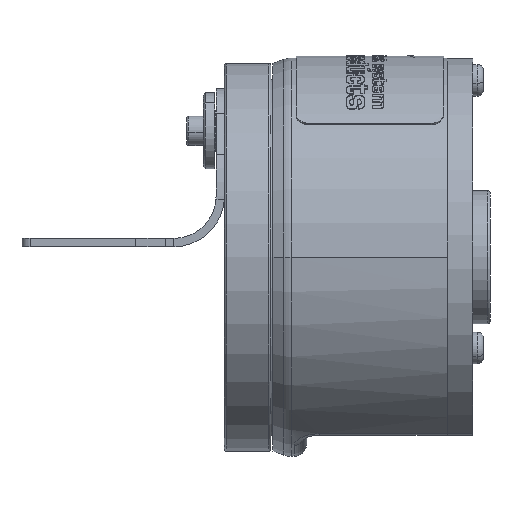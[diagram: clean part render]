
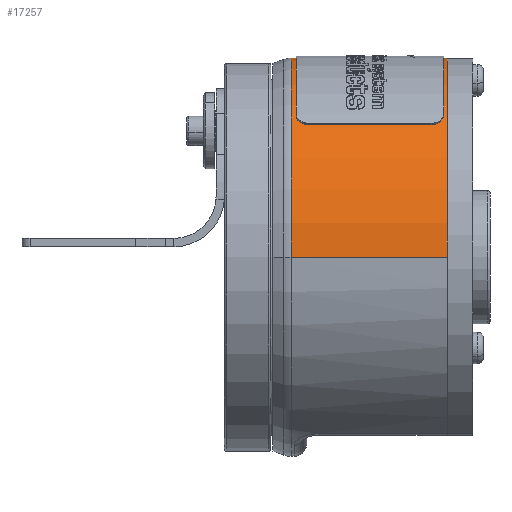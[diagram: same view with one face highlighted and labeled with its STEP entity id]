
A CAD part, left-side view. The second image highlights one B-rep face of the part: STEP entity #17257.
In plain terms, the highlighted cylindrical face has radius 47.25 mm (diameter 94.5 mm), a partial arc.
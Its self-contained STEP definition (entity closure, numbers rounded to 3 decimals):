
#821 = CYLINDRICAL_SURFACE ( 'NONE', #26478, 47.25 ) ;
#1463 = CIRCLE ( 'NONE', #5156, 47.25 ) ;
#1644 = ORIENTED_EDGE ( 'NONE', *, *, #19164, .F. ) ;
#1692 = VECTOR ( 'NONE', #7915, 1000. ) ;
#3344 = DIRECTION ( 'NONE',  ( 0., -1., 0. ) ) ;
#4770 = DIRECTION ( 'NONE',  ( 0., -1., 0. ) ) ;
#5156 = AXIS2_PLACEMENT_3D ( 'NONE', #7841, #24514, #10204 ) ;
#6887 = CARTESIAN_POINT ( 'NONE',  ( -47.25, 47.184, 0. ) ) ;
#7841 = CARTESIAN_POINT ( 'NONE',  ( 0., 10.15, 0. ) ) ;
#7915 = DIRECTION ( 'NONE',  ( 0., -1., 0. ) ) ;
#8931 = EDGE_LOOP ( 'NONE', ( #24638, #14052, #15813, #1644 ) ) ;
#9432 = CIRCLE ( 'NONE', #10031, 47.25 ) ;
#10031 = AXIS2_PLACEMENT_3D ( 'NONE', #17614, #3344, #20040 ) ;
#10204 = DIRECTION ( 'NONE',  ( -1., 0., 0. ) ) ;
#10872 = CARTESIAN_POINT ( 'NONE',  ( 47.25, 47.184, 0. ) ) ;
#11171 = CARTESIAN_POINT ( 'NONE',  ( 47.25, 51.5, 0. ) ) ;
#12157 = CARTESIAN_POINT ( 'NONE',  ( 0., 51.5, 0. ) ) ;
#12711 = CARTESIAN_POINT ( 'NONE',  ( -47.25, 10.15, 0. ) ) ;
#13691 = LINE ( 'NONE', #11171, #26404 ) ;
#13979 = VERTEX_POINT ( 'NONE', #18262 ) ;
#14052 = ORIENTED_EDGE ( 'NONE', *, *, #24344, .T. ) ;
#14582 = VERTEX_POINT ( 'NONE', #6887 ) ;
#15813 = ORIENTED_EDGE ( 'NONE', *, *, #21877, .T. ) ;
#17257 = ADVANCED_FACE ( 'NONE', ( #19855 ), #821, .T. ) ;
#17614 = CARTESIAN_POINT ( 'NONE',  ( 0., 47.184, 0. ) ) ;
#18262 = CARTESIAN_POINT ( 'NONE',  ( 47.25, 10.15, 0. ) ) ;
#19164 = EDGE_CURVE ( 'NONE', #13979, #25180, #1463, .T. ) ;
#19855 = FACE_OUTER_BOUND ( 'NONE', #8931, .T. ) ;
#20040 = DIRECTION ( 'NONE',  ( 1., 0., 0. ) ) ;
#21877 = EDGE_CURVE ( 'NONE', #14582, #25180, #27067, .T. ) ;
#24344 = EDGE_CURVE ( 'NONE', #29483, #14582, #9432, .T. ) ;
#24514 = DIRECTION ( 'NONE',  ( 0., -1., 0. ) ) ;
#24638 = ORIENTED_EDGE ( 'NONE', *, *, #29571, .F. ) ;
#25180 = VERTEX_POINT ( 'NONE', #12711 ) ;
#25476 = DIRECTION ( 'NONE',  ( 0., -1., 0. ) ) ;
#26404 = VECTOR ( 'NONE', #25476, 1000. ) ;
#26478 = AXIS2_PLACEMENT_3D ( 'NONE', #12157, #4770, #28861 ) ;
#27067 = LINE ( 'NONE', #29163, #1692 ) ;
#28861 = DIRECTION ( 'NONE',  ( -1., 0., 0. ) ) ;
#29163 = CARTESIAN_POINT ( 'NONE',  ( -47.25, 51.5, 0. ) ) ;
#29483 = VERTEX_POINT ( 'NONE', #10872 ) ;
#29571 = EDGE_CURVE ( 'NONE', #29483, #13979, #13691, .T. ) ;
